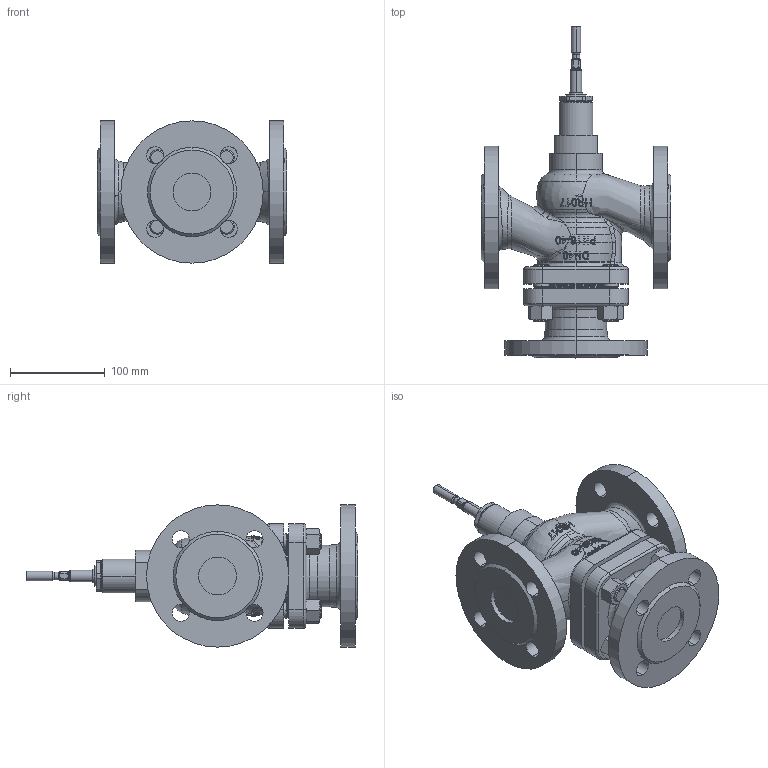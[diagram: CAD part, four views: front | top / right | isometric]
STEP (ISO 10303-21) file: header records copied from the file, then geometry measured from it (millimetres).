
FILE_DESCRIPTION (( 'STEP AP203' ), '1' );
FILE_NAME ('BR340S DN40 XXX PN16-40 for MC_STEP (Defeature).STEP', '2015-03-10T10:59:36', ( 'HORA' ), ( 'Holter Regelamaturen GmbH & Co. KG' ), 'SwSTEP 2.0', 'SolidWorks 2014', '' );
FILE_SCHEMA (( 'CONFIG_CONTROL_DESIGN' ));
Products named in the file (1): BR340S DN40 XXX PN16-40 for MC_STEP (Defeature)
Bounding box: 200 x 350 x 150 mm (x, y, z)
Volume: 2324187.1 mm3; surface area: 238698.1 mm2
Topology: 1 solids, 1 shells, 894 faces, 2398 edges, 1547 vertices
Faces by surface type: plane 253, bspline 248, cylinder 158, cone 125, torus 71, sphere 39
Entity records: 150936 total; most frequent: CARTESIAN_POINT 130481, ORIENTED_EDGE 4768, DIRECTION 3544, EDGE_CURVE 2384, VERTEX_POINT 1540, AXIS2_PLACEMENT_3D 1455, EDGE_LOOP 972, B_SPLINE_CURVE_WITH_KNOTS 917
